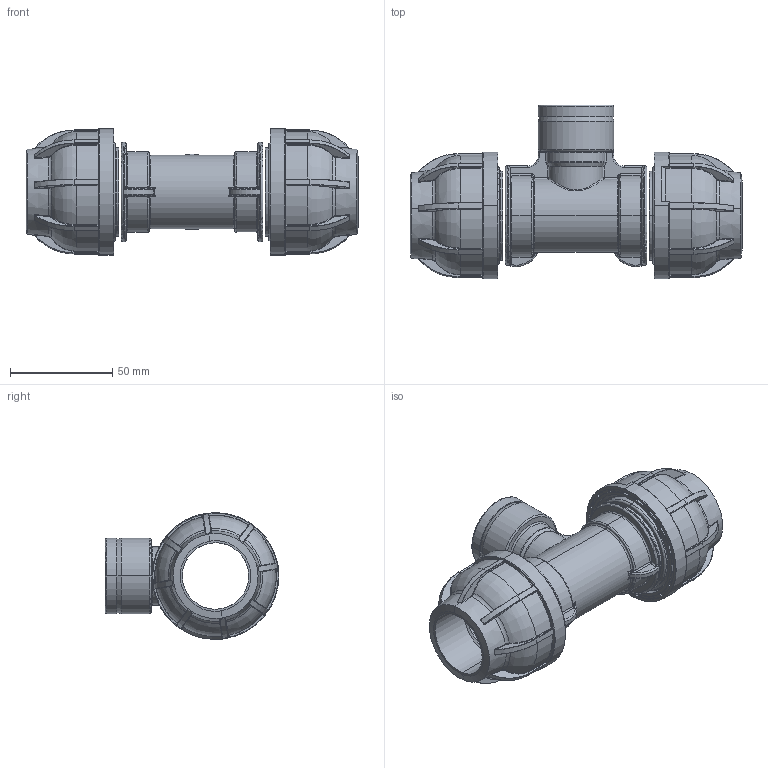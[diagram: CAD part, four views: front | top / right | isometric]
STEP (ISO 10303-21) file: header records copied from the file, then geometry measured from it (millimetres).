
FILE_DESCRIPTION (( 'STEP AP203' ), '1' );
FILE_NAME ('R215.032.034.step', '2013-11-19T09:23:40', ( 'Alusic' ), ( 'Alusic' ), 'SwSTEP 2.0', 'SolidWorks 2011', '' );
FILE_SCHEMA (( 'CONFIG_CONTROL_DESIGN' ));
Length unit declared in the file: millimetre
Products named in the file (1): R215.032.034
Bounding box: 162.3 x 85 x 61.99 mm (x, y, z)
Surface area: 59849.6 mm2 (no closed solid volume)
Topology: 0 solids, 15 shells, 1160 faces, 3706 edges, 2342 vertices
Faces by surface type: cylinder 366, torus 289, plane 231, bspline 227, cone 26, sphere 21
Entity records: 56710 total; most frequent: CARTESIAN_POINT 27370, DIRECTION 5981, ORIENTED_EDGE 5830, EDGE_CURVE 3695, AXIS2_PLACEMENT_3D 2585, VERTEX_POINT 2342, CIRCLE 1651, EDGE_LOOP 1171
